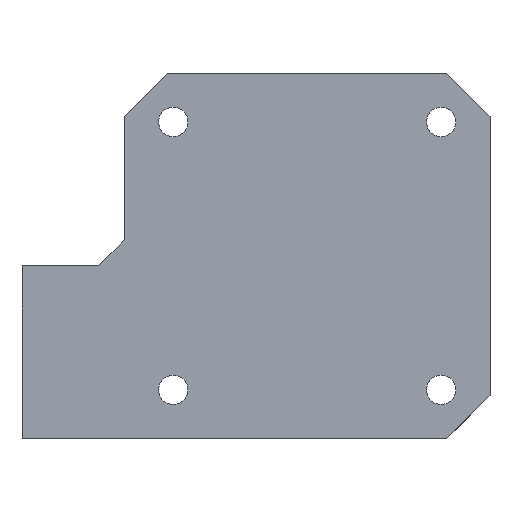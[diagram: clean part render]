
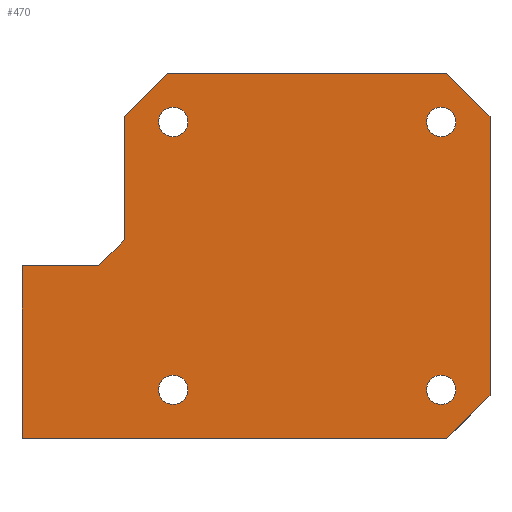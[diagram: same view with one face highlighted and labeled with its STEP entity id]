
A CAD part, top view. The second image highlights one B-rep face of the part: STEP entity #470.
In plain terms, the highlighted planar face has unit normal (0, 0, 1).
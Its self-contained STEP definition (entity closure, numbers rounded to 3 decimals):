
#26=FACE_BOUND('',#94,.T.);
#27=FACE_BOUND('',#95,.T.);
#28=FACE_BOUND('',#96,.T.);
#29=FACE_BOUND('',#97,.T.);
#35=CIRCLE('',#503,1.7);
#37=CIRCLE('',#506,1.7);
#38=CIRCLE('',#508,1.7);
#39=CIRCLE('',#510,1.7);
#63=FACE_OUTER_BOUND('',#93,.T.);
#93=EDGE_LOOP('',(#414,#415,#416,#417,#418,#419,#420,#421,#422,#423));
#94=EDGE_LOOP('',(#424));
#95=EDGE_LOOP('',(#425));
#96=EDGE_LOOP('',(#426));
#97=EDGE_LOOP('',(#427));
#111=LINE('',#671,#163);
#115=LINE('',#680,#167);
#120=LINE('',#688,#172);
#129=LINE('',#714,#181);
#135=LINE('',#738,#187);
#136=LINE('',#741,#188);
#139=LINE('',#747,#191);
#142=LINE('',#753,#194);
#145=LINE('',#759,#197);
#148=LINE('',#764,#200);
#163=VECTOR('',#542,10.);
#167=VECTOR('',#548,10.);
#172=VECTOR('',#555,10.);
#181=VECTOR('',#584,10.);
#187=VECTOR('',#612,10.);
#188=VECTOR('',#615,10.);
#191=VECTOR('',#620,10.);
#194=VECTOR('',#625,10.);
#197=VECTOR('',#630,10.);
#200=VECTOR('',#635,10.);
#212=VERTEX_POINT('',#668);
#213=VERTEX_POINT('',#670);
#216=VERTEX_POINT('',#677);
#217=VERTEX_POINT('',#679);
#219=VERTEX_POINT('',#686);
#228=VERTEX_POINT('',#718);
#230=VERTEX_POINT('',#724);
#231=VERTEX_POINT('',#728);
#232=VERTEX_POINT('',#732);
#233=VERTEX_POINT('',#736);
#234=VERTEX_POINT('',#740);
#236=VERTEX_POINT('',#746);
#238=VERTEX_POINT('',#752);
#240=VERTEX_POINT('',#758);
#255=EDGE_CURVE('',#212,#213,#111,.T.);
#259=EDGE_CURVE('',#216,#217,#115,.T.);
#264=EDGE_CURVE('',#219,#216,#120,.T.);
#277=EDGE_CURVE('',#213,#219,#129,.T.);
#280=EDGE_CURVE('',#228,#228,#35,.T.);
#283=EDGE_CURVE('',#230,#230,#37,.T.);
#285=EDGE_CURVE('',#231,#231,#38,.T.);
#287=EDGE_CURVE('',#232,#232,#39,.T.);
#289=EDGE_CURVE('',#212,#233,#135,.T.);
#290=EDGE_CURVE('',#234,#233,#136,.T.);
#293=EDGE_CURVE('',#234,#236,#139,.T.);
#296=EDGE_CURVE('',#238,#236,#142,.T.);
#299=EDGE_CURVE('',#238,#240,#145,.T.);
#302=EDGE_CURVE('',#217,#240,#148,.T.);
#414=ORIENTED_EDGE('',*,*,#255,.F.);
#415=ORIENTED_EDGE('',*,*,#289,.T.);
#416=ORIENTED_EDGE('',*,*,#290,.F.);
#417=ORIENTED_EDGE('',*,*,#293,.T.);
#418=ORIENTED_EDGE('',*,*,#296,.F.);
#419=ORIENTED_EDGE('',*,*,#299,.T.);
#420=ORIENTED_EDGE('',*,*,#302,.F.);
#421=ORIENTED_EDGE('',*,*,#259,.F.);
#422=ORIENTED_EDGE('',*,*,#264,.F.);
#423=ORIENTED_EDGE('',*,*,#277,.F.);
#424=ORIENTED_EDGE('',*,*,#287,.F.);
#425=ORIENTED_EDGE('',*,*,#285,.F.);
#426=ORIENTED_EDGE('',*,*,#283,.F.);
#427=ORIENTED_EDGE('',*,*,#280,.F.);
#446=PLANE('',#518);
#470=ADVANCED_FACE('',(#63,#26,#27,#28,#29),#446,.F.);
#503=AXIS2_PLACEMENT_3D('',#720,#590,#591);
#506=AXIS2_PLACEMENT_3D('',#726,#597,#598);
#508=AXIS2_PLACEMENT_3D('',#730,#602,#603);
#510=AXIS2_PLACEMENT_3D('',#734,#607,#608);
#518=AXIS2_PLACEMENT_3D('',#767,#639,#640);
#542=DIRECTION('',(-1.,0.,0.));
#548=DIRECTION('',(0.707,0.707,0.));
#555=DIRECTION('',(1.,0.,0.));
#584=DIRECTION('',(0.,1.,0.));
#590=DIRECTION('center_axis',(0.,0.,
1.));
#591=DIRECTION('ref_axis',(1.,0.,0.));
#597=DIRECTION('center_axis',(0.,0.,
1.));
#598=DIRECTION('ref_axis',(1.,0.,0.));
#602=DIRECTION('center_axis',(0.,0.,
1.));
#603=DIRECTION('ref_axis',(1.,0.,0.));
#607=DIRECTION('center_axis',(0.,0.,
1.));
#608=DIRECTION('ref_axis',(1.,0.,0.));
#612=DIRECTION('',(0.707,0.707,0.));
#615=DIRECTION('',(0.,-1.,0.));
#620=DIRECTION('',(-0.707,0.707,0.));
#625=DIRECTION('',(1.,0.,0.));
#630=DIRECTION('',(-0.707,-0.707,0.));
#635=DIRECTION('',(0.,1.,0.));
#639=DIRECTION('center_axis',(0.,0.,
-1.));
#640=DIRECTION('ref_axis',(1.,0.,0.));
#668=CARTESIAN_POINT('',(-181.05,255.,-62.027));
#670=CARTESIAN_POINT('',(-230.2,255.,-62.027));
#671=CARTESIAN_POINT('',(-181.05,255.,-62.027));
#677=CARTESIAN_POINT('',(-221.35,275.,-62.027));
#679=CARTESIAN_POINT('',(-218.35,278.,-62.027));
#680=CARTESIAN_POINT('',(-214.275,282.075,-62.027));
#686=CARTESIAN_POINT('',(-230.2,275.,-62.027));
#688=CARTESIAN_POINT('',(-220.063,275.,-62.027));
#714=CARTESIAN_POINT('',(-230.2,270.,-62.027));
#718=CARTESIAN_POINT('',(-214.4,291.65,-62.027));
#720=CARTESIAN_POINT('Origin',(-212.7,291.65,-62.027));
#724=CARTESIAN_POINT('',(-183.4,291.65,-62.027));
#726=CARTESIAN_POINT('Origin',(-181.7,291.65,-62.027));
#728=CARTESIAN_POINT('',(-183.4,260.65,-62.027));
#730=CARTESIAN_POINT('Origin',(-181.7,260.65,-62.027));
#732=CARTESIAN_POINT('',(-214.4,260.65,-62.027));
#734=CARTESIAN_POINT('Origin',(-212.7,260.65,-62.027));
#736=CARTESIAN_POINT('',(-176.05,260.,-62.027));
#738=CARTESIAN_POINT('',(-181.05,255.,-62.027));
#740=CARTESIAN_POINT('',(-176.05,292.3,-62.027));
#741=CARTESIAN_POINT('',(-176.05,292.3,-62.027));
#746=CARTESIAN_POINT('',(-181.05,297.3,-62.027));
#747=CARTESIAN_POINT('',(-176.05,292.3,-62.027));
#752=CARTESIAN_POINT('',(-213.35,297.3,-62.027));
#753=CARTESIAN_POINT('',(-213.35,297.3,-62.027));
#758=CARTESIAN_POINT('',(-218.35,292.3,-62.027));
#759=CARTESIAN_POINT('',(-213.35,297.3,-62.027));
#764=CARTESIAN_POINT('',(-218.35,260.,-62.027));
#767=CARTESIAN_POINT('Origin',(-197.2,276.15,-62.027));
